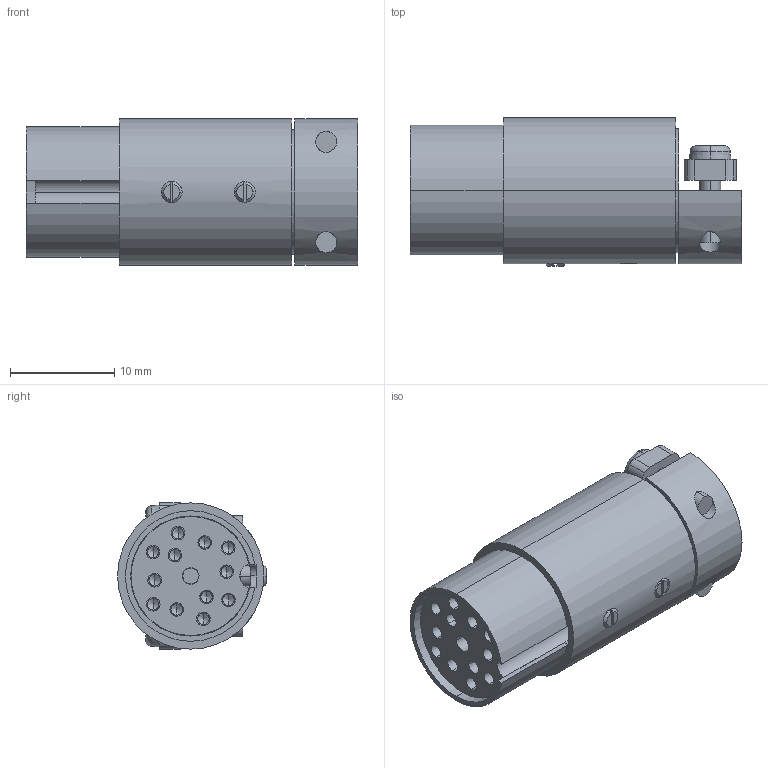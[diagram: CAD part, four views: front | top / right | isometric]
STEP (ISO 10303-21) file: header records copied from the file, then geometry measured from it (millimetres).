
FILE_DESCRIPTION(('STEP AP214'),'1');
FILE_NAME('tmp0.stp',' ',(' '),(' '),'XStep 1.0',' ',' ');
FILE_SCHEMA(('automotive_design'));
Length unit declared in the file: millimetre
Bounding box: 31.7 x 14.25 x 14 mm (x, y, z)
Volume: 3156.1 mm3; surface area: 6919.8 mm2
Topology: 22 solids, 22 shells, 590 faces, 1563 edges, 986 vertices
Faces by surface type: cylinder 307, plane 142, cone 129, torus 12
Entity records: 26477 total; most frequent: CARTESIAN_POINT 6557, DIRECTION 3160, ORIENTED_EDGE 3030, EDGE_CURVE 1515, AXIS2_PLACEMENT_3D 1247, VERTEX_POINT 986, EDGE_LOOP 701, LINE 666
